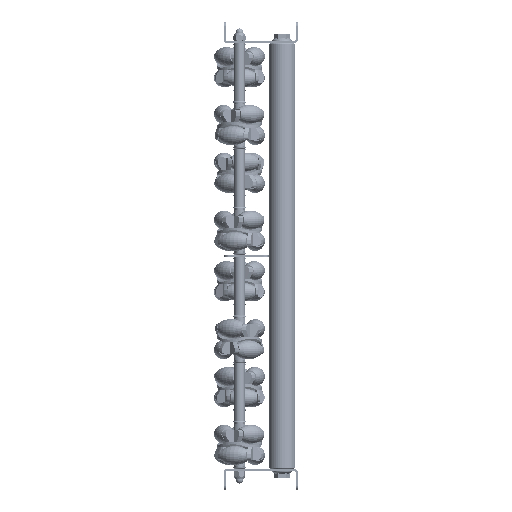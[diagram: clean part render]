
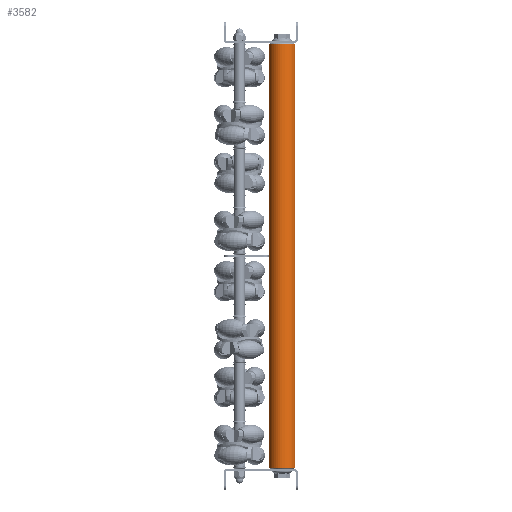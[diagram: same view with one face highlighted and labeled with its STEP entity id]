
A CAD part, left-side view. The second image highlights one B-rep face of the part: STEP entity #3582.
In plain terms, the highlighted cylindrical face has radius 12.5 mm (diameter 25 mm), a partial arc.
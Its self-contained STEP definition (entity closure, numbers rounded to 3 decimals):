
#276 = DIRECTION ( 'NONE',  ( -1., 0., 0. ) ) ;
#2208 = DIRECTION ( 'NONE',  ( -1., 0., 0. ) ) ;
#2705 = DIRECTION ( 'NONE',  ( 0., 0., 1. ) ) ;
#3582 = ADVANCED_FACE ( 'NONE', ( #7703 ), #30940, .T. ) ;
#6043 = AXIS2_PLACEMENT_3D ( 'NONE', #20756, #33091, #14789 ) ;
#7703 = FACE_OUTER_BOUND ( 'NONE', #17792, .T. ) ;
#8039 = DIRECTION ( 'NONE',  ( -1., 0., 0. ) ) ;
#8329 = CARTESIAN_POINT ( 'NONE',  ( 400., 0., -12.5 ) ) ;
#8516 = VECTOR ( 'NONE', #276, 1000. ) ;
#8923 = EDGE_CURVE ( 'NONE', #25045, #9131, #32812, .T. ) ;
#9131 = VERTEX_POINT ( 'NONE', #15857 ) ;
#9951 = CARTESIAN_POINT ( 'NONE',  ( 399., 0., 12.5 ) ) ;
#10118 = ORIENTED_EDGE ( 'NONE', *, *, #17603, .T. ) ;
#10306 = DIRECTION ( 'NONE',  ( -1., 0., 0. ) ) ;
#11617 = CARTESIAN_POINT ( 'NONE',  ( 1., 0., -12.5 ) ) ;
#12869 = ORIENTED_EDGE ( 'NONE', *, *, #27096, .F. ) ;
#14789 = DIRECTION ( 'NONE',  ( 0., 0., -1. ) ) ;
#15618 = AXIS2_PLACEMENT_3D ( 'NONE', #28226, #8039, #2705 ) ;
#15857 = CARTESIAN_POINT ( 'NONE',  ( 1., 0., 12.5 ) ) ;
#17603 = EDGE_CURVE ( 'NONE', #9131, #31065, #31128, .T. ) ;
#17654 = VECTOR ( 'NONE', #2208, 1000. ) ;
#17792 = EDGE_LOOP ( 'NONE', ( #12869, #24783, #25328, #10118 ) ) ;
#19493 = EDGE_CURVE ( 'NONE', #20936, #25045, #26499, .T. ) ;
#20756 = CARTESIAN_POINT ( 'NONE',  ( 1., 0., 0. ) ) ;
#20936 = VERTEX_POINT ( 'NONE', #28087 ) ;
#24783 = ORIENTED_EDGE ( 'NONE', *, *, #19493, .T. ) ;
#25045 = VERTEX_POINT ( 'NONE', #9951 ) ;
#25328 = ORIENTED_EDGE ( 'NONE', *, *, #8923, .T. ) ;
#26499 = CIRCLE ( 'NONE', #28162, 12.5 ) ;
#26618 = LINE ( 'NONE', #8329, #8516 ) ;
#27096 = EDGE_CURVE ( 'NONE', #20936, #31065, #26618, .T. ) ;
#28087 = CARTESIAN_POINT ( 'NONE',  ( 399., 0., -12.5 ) ) ;
#28162 = AXIS2_PLACEMENT_3D ( 'NONE', #33704, #10306, #28588 ) ;
#28226 = CARTESIAN_POINT ( 'NONE',  ( 400., 0., 0. ) ) ;
#28588 = DIRECTION ( 'NONE',  ( 0., 0., -1. ) ) ;
#30264 = CARTESIAN_POINT ( 'NONE',  ( 400., 0., 12.5 ) ) ;
#30940 = CYLINDRICAL_SURFACE ( 'NONE', #15618, 12.5 ) ;
#31065 = VERTEX_POINT ( 'NONE', #11617 ) ;
#31128 = CIRCLE ( 'NONE', #6043, 12.5 ) ;
#32812 = LINE ( 'NONE', #30264, #17654 ) ;
#33091 = DIRECTION ( 'NONE',  ( 1., 0., 0. ) ) ;
#33704 = CARTESIAN_POINT ( 'NONE',  ( 399., 0., 0. ) ) ;
